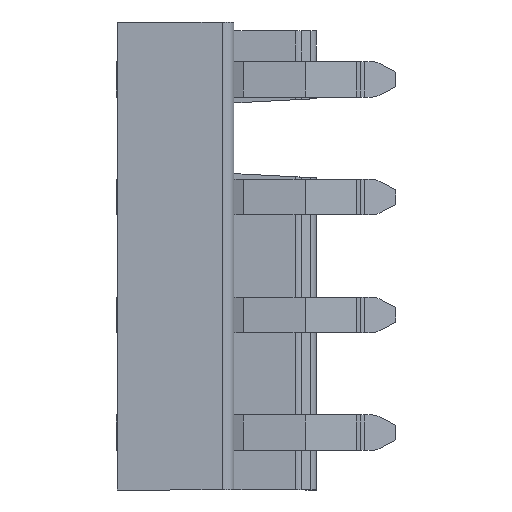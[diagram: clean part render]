
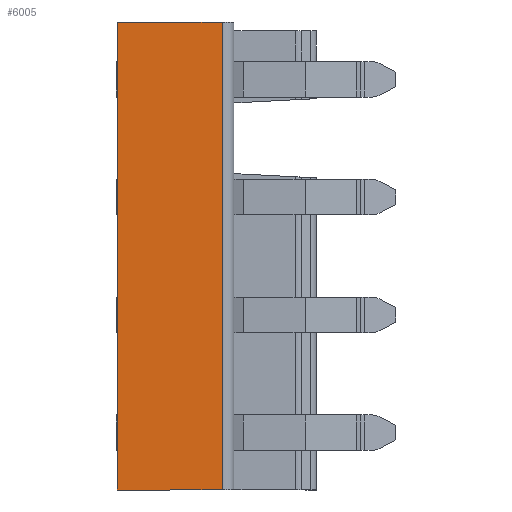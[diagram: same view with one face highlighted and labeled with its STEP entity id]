
A CAD part, left-side view. The second image highlights one B-rep face of the part: STEP entity #6005.
In plain terms, the highlighted planar face has unit normal (-1, 0, 0).
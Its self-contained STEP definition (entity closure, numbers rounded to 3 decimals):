
#962 = CARTESIAN_POINT ( 'NONE',  ( -4.375, 0.2, 1. ) ) ;
#1298 = DIRECTION ( 'NONE',  ( 0., 0., -1. ) ) ;
#1313 = DIRECTION ( 'NONE',  ( 0., 1., 0. ) ) ;
#1332 = CARTESIAN_POINT ( 'NONE',  ( -4.375, -1.4, -6.975 ) ) ;
#1347 = DIRECTION ( 'NONE',  ( 0., 1., 0. ) ) ;
#1362 = CARTESIAN_POINT ( 'NONE',  ( -4.375, -1.4, 0.975 ) ) ;
#3327 = DIRECTION ( 'NONE',  ( 0., 0., -1. ) ) ;
#3329 = CARTESIAN_POINT ( 'NONE',  ( -4.375, 1.98, 1. ) ) ;
#3690 = LINE ( 'NONE', #3329, #3693 ) ;
#3693 = VECTOR ( 'NONE', #3327, 1000. ) ;
#6005 = ADVANCED_FACE ( 'NONE', ( #8339 ), #19959, .F. ) ;
#7728 = EDGE_CURVE ( 'NONE', #23087, #22892, #3690, .T. ) ;
#8339 = FACE_OUTER_BOUND ( 'NONE', #19491, .T. ) ;
#8509 = LINE ( 'NONE', #1362, #8512 ) ;
#8511 = LINE ( 'NONE', #1332, #8514 ) ;
#8512 = VECTOR ( 'NONE', #1347, 1000. ) ;
#8514 = VECTOR ( 'NONE', #1313, 1000. ) ;
#8516 = LINE ( 'NONE', #962, #8518 ) ;
#8518 = VECTOR ( 'NONE', #1298, 1000. ) ;
#13283 = EDGE_CURVE ( 'NONE', #22685, #23087, #8509, .T. ) ;
#13284 = EDGE_CURVE ( 'NONE', #22527, #22892, #8511, .T. ) ;
#13287 = EDGE_CURVE ( 'NONE', #22685, #22527, #8516, .T. ) ;
#16180 = AXIS2_PLACEMENT_3D ( 'NONE', #19936, #19935, #19934 ) ;
#19491 = EDGE_LOOP ( 'NONE', ( #23224, #22942, #23033, #22528 ) ) ;
#19934 = DIRECTION ( 'NONE',  ( 0., 1., 0. ) ) ;
#19935 = DIRECTION ( 'NONE',  ( 1., 0., 0. ) ) ;
#19936 = CARTESIAN_POINT ( 'NONE',  ( -4.375, 0.2, 1. ) ) ;
#19959 = PLANE ( 'NONE',  #16180 ) ;
#22527 = VERTEX_POINT ( 'NONE', #26496 ) ;
#22528 = ORIENTED_EDGE ( 'NONE', *, *, #13287, .F. ) ;
#22685 = VERTEX_POINT ( 'NONE', #26265 ) ;
#22892 = VERTEX_POINT ( 'NONE', #25966 ) ;
#22942 = ORIENTED_EDGE ( 'NONE', *, *, #7728, .T. ) ;
#23033 = ORIENTED_EDGE ( 'NONE', *, *, #13284, .F. ) ;
#23087 = VERTEX_POINT ( 'NONE', #25618 ) ;
#23224 = ORIENTED_EDGE ( 'NONE', *, *, #13283, .T. ) ;
#25618 = CARTESIAN_POINT ( 'NONE',  ( -4.375, 1.98, 0.975 ) ) ;
#25966 = CARTESIAN_POINT ( 'NONE',  ( -4.375, 1.98, -6.975 ) ) ;
#26265 = CARTESIAN_POINT ( 'NONE',  ( -4.375, 0.2, 0.975 ) ) ;
#26496 = CARTESIAN_POINT ( 'NONE',  ( -4.375, 0.2, -6.975 ) ) ;
